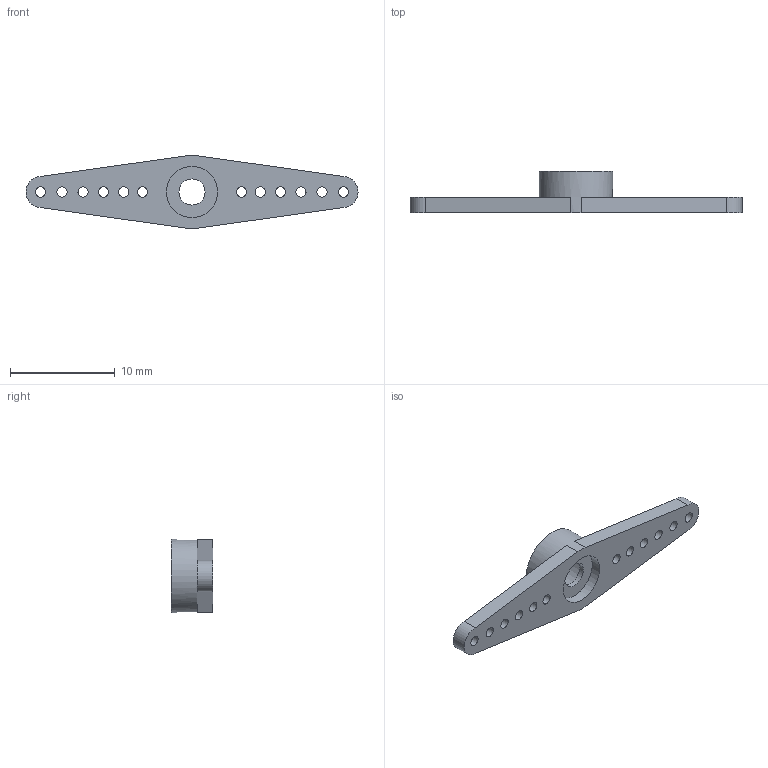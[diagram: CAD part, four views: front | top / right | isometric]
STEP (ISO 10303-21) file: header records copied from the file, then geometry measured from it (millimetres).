
FILE_DESCRIPTION(/* description */ (''),/* implementation_level */ '2;1');
FILE_NAME(/* name */ 'servo_horn v1.step',/* time_stamp */ '2025-07-14T22:55:05-05:00',/* author */ (''),/* organization */ (''),/* preprocessor_version */ 'ST-DEVELOPER v20.1',/* originating_system */ 'Autodesk Translation Framework v14.10.0.0',/* authorisation */ '');
FILE_SCHEMA (('AUTOMOTIVE_DESIGN { 1 0 10303 214 3 1 1 }'));
Length unit declared in the file: millimetre
Products named in the file (1): SERVO_HORN
Bounding box: 31.76 x 4 x 7 mm (x, y, z)
Volume: 240 mm3; surface area: 546 mm2
Topology: 1 solids, 1 shells, 28 faces, 72 edges, 48 vertices
Faces by surface type: cylinder 18, plane 10
Full cylindrical faces by diameter (mm): 0.98 x12, 2.5 x1, 4.9 x1, 5 x1, 7 x1
Entity records: 961 total; most frequent: DIRECTION 170, CARTESIAN_POINT 149, ORIENTED_EDGE 144, EDGE_CURVE 72, AXIS2_PLACEMENT_3D 69, EDGE_LOOP 56, VERTEX_POINT 48, CIRCLE 40
